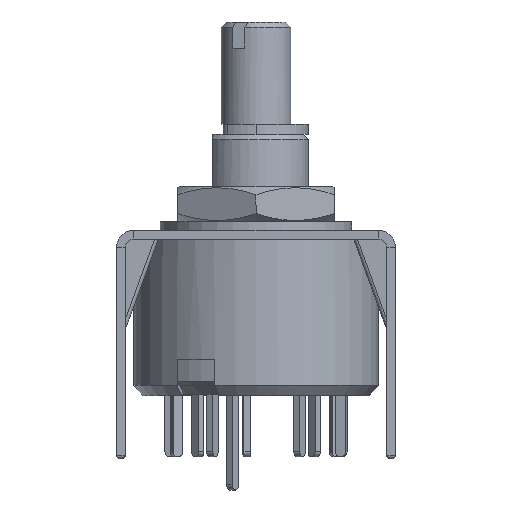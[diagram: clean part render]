
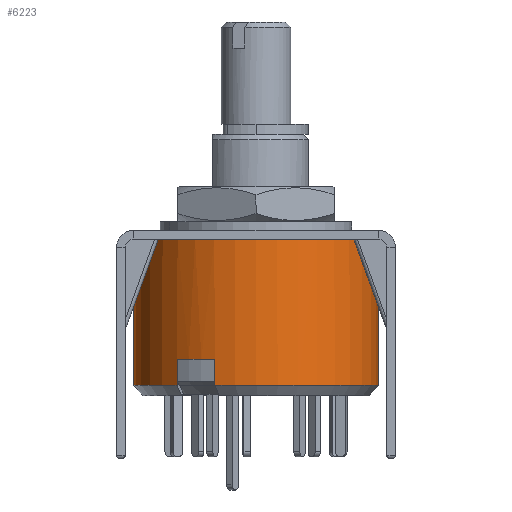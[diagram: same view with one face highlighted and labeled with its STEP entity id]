
A CAD part, front view. The second image highlights one B-rep face of the part: STEP entity #6223.
In plain terms, the highlighted cylindrical face has radius 7 mm (diameter 14 mm), a partial arc.
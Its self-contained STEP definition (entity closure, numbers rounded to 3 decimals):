
#99 = DIRECTION ( 'NONE',  ( -1., 0., 0. ) ) ;
#499 = LINE ( 'NONE', #6365, #3877 ) ;
#561 = EDGE_CURVE ( 'NONE', #9321, #3667, #12801, .T. ) ;
#701 = AXIS2_PLACEMENT_3D ( 'NONE', #7312, #6230, #3652 ) ;
#1226 = CARTESIAN_POINT ( 'NONE',  ( -4.526, -5.34, 9. ) ) ;
#1358 = DIRECTION ( 'NONE',  ( 1., 0., 0. ) ) ;
#2310 = ORIENTED_EDGE ( 'NONE', *, *, #3812, .F. ) ;
#2767 = VECTOR ( 'NONE', #5313, 1000. ) ;
#2772 = DIRECTION ( 'NONE',  ( 0., 0., 1. ) ) ;
#2786 = DIRECTION ( 'NONE',  ( -1., 0., 0. ) ) ;
#2936 = EDGE_CURVE ( 'NONE', #7480, #11247, #12185, .T. ) ;
#3225 = AXIS2_PLACEMENT_3D ( 'NONE', #14184, #6430, #2786 ) ;
#3248 = VERTEX_POINT ( 'NONE', #11671 ) ;
#3410 = EDGE_CURVE ( 'NONE', #16171, #11247, #12095, .T. ) ;
#3542 = EDGE_LOOP ( 'NONE', ( #2310, #8210, #13192, #13072, #4966, #15592, #13055, #12331 ) ) ;
#3556 = VECTOR ( 'NONE', #16641, 1000. ) ;
#3652 = DIRECTION ( 'NONE',  ( -1., 0., 0. ) ) ;
#3667 = VERTEX_POINT ( 'NONE', #12462 ) ;
#3812 = EDGE_CURVE ( 'NONE', #14192, #3248, #499, .T. ) ;
#3831 = EDGE_CURVE ( 'NONE', #3248, #6952, #6637, .T. ) ;
#3877 = VECTOR ( 'NONE', #10285, 1000. ) ;
#4066 = CARTESIAN_POINT ( 'NONE',  ( -4.526, -5.34, -5.9 ) ) ;
#4209 = CYLINDRICAL_SURFACE ( 'NONE', #3225, 7. ) ;
#4966 = ORIENTED_EDGE ( 'NONE', *, *, #8007, .T. ) ;
#5313 = DIRECTION ( 'NONE',  ( 0., 0., -1. ) ) ;
#5322 = LINE ( 'NONE', #6271, #11106 ) ;
#5509 = DIRECTION ( 'NONE',  ( 0., 0., -1. ) ) ;
#5949 = AXIS2_PLACEMENT_3D ( 'NONE', #8992, #15432, #1358 ) ;
#6223 = ADVANCED_FACE ( 'NONE', ( #6957 ), #4209, .T. ) ;
#6230 = DIRECTION ( 'NONE',  ( 0., 0., -1. ) ) ;
#6271 = CARTESIAN_POINT ( 'NONE',  ( -2.361, -6.59, 9. ) ) ;
#6365 = CARTESIAN_POINT ( 'NONE',  ( 7., 0., 9. ) ) ;
#6430 = DIRECTION ( 'NONE',  ( 0., 0., -1. ) ) ;
#6517 = CARTESIAN_POINT ( 'NONE',  ( 0., 0., -5.9 ) ) ;
#6637 = CIRCLE ( 'NONE', #5949, 7. ) ;
#6952 = VERTEX_POINT ( 'NONE', #10465 ) ;
#6957 = FACE_OUTER_BOUND ( 'NONE', #3542, .T. ) ;
#7312 = CARTESIAN_POINT ( 'NONE',  ( 0., 0., 0.95 ) ) ;
#7480 = VERTEX_POINT ( 'NONE', #11606 ) ;
#8007 = EDGE_CURVE ( 'NONE', #16171, #9321, #10743, .T. ) ;
#8210 = ORIENTED_EDGE ( 'NONE', *, *, #8599, .T. ) ;
#8509 = EDGE_CURVE ( 'NONE', #3667, #6952, #5322, .T. ) ;
#8599 = EDGE_CURVE ( 'NONE', #14192, #7480, #13162, .T. ) ;
#8936 = CARTESIAN_POINT ( 'NONE',  ( 7., 0., 0.95 ) ) ;
#8992 = CARTESIAN_POINT ( 'NONE',  ( 0., 0., -7.4 ) ) ;
#9283 = DIRECTION ( 'NONE',  ( 1., 0., 0. ) ) ;
#9321 = VERTEX_POINT ( 'NONE', #4066 ) ;
#10285 = DIRECTION ( 'NONE',  ( 0., 0., -1. ) ) ;
#10465 = CARTESIAN_POINT ( 'NONE',  ( -2.361, -6.59, -7.4 ) ) ;
#10743 = LINE ( 'NONE', #1226, #3556 ) ;
#10774 = CARTESIAN_POINT ( 'NONE',  ( -7., 0., -7.4 ) ) ;
#11106 = VECTOR ( 'NONE', #13584, 1000. ) ;
#11247 = VERTEX_POINT ( 'NONE', #10774 ) ;
#11606 = CARTESIAN_POINT ( 'NONE',  ( -7., 0., 0.95 ) ) ;
#11671 = CARTESIAN_POINT ( 'NONE',  ( 7., 0., -7.4 ) ) ;
#11838 = CARTESIAN_POINT ( 'NONE',  ( 0., 0., -7.4 ) ) ;
#12095 = CIRCLE ( 'NONE', #15688, 7. ) ;
#12185 = LINE ( 'NONE', #16085, #2767 ) ;
#12331 = ORIENTED_EDGE ( 'NONE', *, *, #3831, .F. ) ;
#12462 = CARTESIAN_POINT ( 'NONE',  ( -2.361, -6.59, -5.9 ) ) ;
#12801 = CIRCLE ( 'NONE', #14791, 7. ) ;
#13055 = ORIENTED_EDGE ( 'NONE', *, *, #8509, .T. ) ;
#13072 = ORIENTED_EDGE ( 'NONE', *, *, #3410, .F. ) ;
#13162 = CIRCLE ( 'NONE', #701, 7. ) ;
#13192 = ORIENTED_EDGE ( 'NONE', *, *, #2936, .T. ) ;
#13584 = DIRECTION ( 'NONE',  ( 0., 0., -1. ) ) ;
#14184 = CARTESIAN_POINT ( 'NONE',  ( 0., 0., 9. ) ) ;
#14192 = VERTEX_POINT ( 'NONE', #8936 ) ;
#14791 = AXIS2_PLACEMENT_3D ( 'NONE', #6517, #2772, #99 ) ;
#15012 = CARTESIAN_POINT ( 'NONE',  ( -4.526, -5.34, -7.4 ) ) ;
#15432 = DIRECTION ( 'NONE',  ( 0., 0., -1. ) ) ;
#15592 = ORIENTED_EDGE ( 'NONE', *, *, #561, .T. ) ;
#15688 = AXIS2_PLACEMENT_3D ( 'NONE', #11838, #5509, #9283 ) ;
#16085 = CARTESIAN_POINT ( 'NONE',  ( -7., 0., 9. ) ) ;
#16171 = VERTEX_POINT ( 'NONE', #15012 ) ;
#16641 = DIRECTION ( 'NONE',  ( 0., 0., 1. ) ) ;
